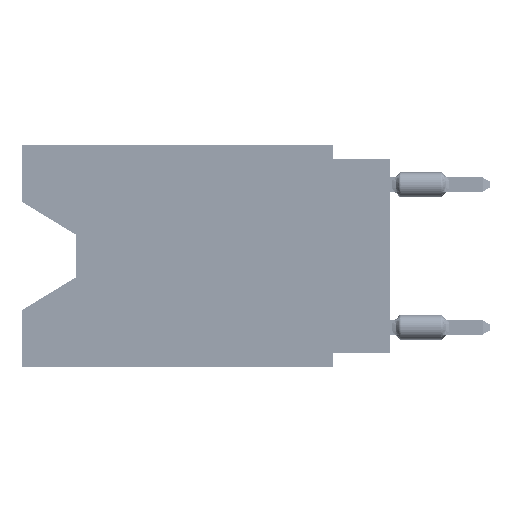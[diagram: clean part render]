
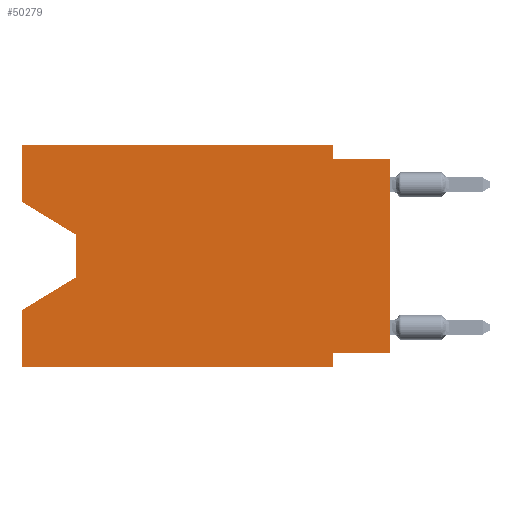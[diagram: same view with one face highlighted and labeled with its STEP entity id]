
A CAD part, left-side view. The second image highlights one B-rep face of the part: STEP entity #50279.
In plain terms, the highlighted planar face has unit normal (-1, 0, 0).
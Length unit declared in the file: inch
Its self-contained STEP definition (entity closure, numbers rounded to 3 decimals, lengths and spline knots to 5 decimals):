
#295 = LINE ( 'NONE', #48334, #39588 ) ;
#708 = CARTESIAN_POINT ( 'NONE',  ( 0., 0.645, 0. ) ) ;
#1148 = PLANE ( 'NONE',  #53503 ) ;
#1505 = VECTOR ( 'NONE', #25752, 39.37008 ) ;
#2134 = EDGE_CURVE ( 'NONE', #19305, #6565, #25135, .T. ) ;
#2666 = ORIENTED_EDGE ( 'NONE', *, *, #36793, .F. ) ;
#3165 = CARTESIAN_POINT ( 'NONE',  ( 0., 0.645, -0.10025 ) ) ;
#6199 = CARTESIAN_POINT ( 'NONE',  ( 0., 0.55, -0.158 ) ) ;
#6565 = VERTEX_POINT ( 'NONE', #53591 ) ;
#7334 = VERTEX_POINT ( 'NONE', #38653 ) ;
#8523 = VECTOR ( 'NONE', #36771, 39.37008 ) ;
#9096 = VERTEX_POINT ( 'NONE', #59410 ) ;
#10014 = VECTOR ( 'NONE', #55044, 39.37008 ) ;
#10093 = EDGE_CURVE ( 'NONE', #13217, #40961, #25217, .T. ) ;
#11444 = DIRECTION ( 'NONE',  ( 0., 0., -1. ) ) ;
#12452 = DIRECTION ( 'NONE',  ( 0., -0.855, -0.519 ) ) ;
#12728 = VERTEX_POINT ( 'NONE', #29145 ) ;
#12774 = VECTOR ( 'NONE', #27118, 39.37008 ) ;
#13217 = VERTEX_POINT ( 'NONE', #49699 ) ;
#13556 = ORIENTED_EDGE ( 'NONE', *, *, #46729, .T. ) ;
#13705 = ORIENTED_EDGE ( 'NONE', *, *, #10093, .T. ) ;
#14266 = EDGE_LOOP ( 'NONE', ( #18698, #13556, #26960, #60275, #13705, #34677, #14323, #42037, #20173, #46354, #2666, #67773 ) ) ;
#14323 = ORIENTED_EDGE ( 'NONE', *, *, #59216, .F. ) ;
#15724 = CARTESIAN_POINT ( 'NONE',  ( 0., 0.55, -0.232 ) ) ;
#16489 = LINE ( 'NONE', #46369, #1505 ) ;
#16733 = VECTOR ( 'NONE', #40364, 39.37008 ) ;
#18698 = ORIENTED_EDGE ( 'NONE', *, *, #50417, .T. ) ;
#19305 = VERTEX_POINT ( 'NONE', #55585 ) ;
#20173 = ORIENTED_EDGE ( 'NONE', *, *, #2134, .F. ) ;
#21869 = VERTEX_POINT ( 'NONE', #24426 ) ;
#22309 = LINE ( 'NONE', #708, #8523 ) ;
#23411 = EDGE_CURVE ( 'NONE', #9096, #40961, #295, .T. ) ;
#23886 = VECTOR ( 'NONE', #12452, 39.37008 ) ;
#24426 = CARTESIAN_POINT ( 'NONE',  ( 0., 0.55, -0.158 ) ) ;
#25135 = LINE ( 'NONE', #35113, #10014 ) ;
#25217 = LINE ( 'NONE', #46175, #61779 ) ;
#25752 = DIRECTION ( 'NONE',  ( 0., 0., -1. ) ) ;
#26960 = ORIENTED_EDGE ( 'NONE', *, *, #65370, .T. ) ;
#27118 = DIRECTION ( 'NONE',  ( 0., 0., -1. ) ) ;
#27555 = FACE_OUTER_BOUND ( 'NONE', #14266, .T. ) ;
#27860 = CARTESIAN_POINT ( 'NONE',  ( 0., 0.55, -0.232 ) ) ;
#29145 = CARTESIAN_POINT ( 'NONE',  ( 0., 0.645, -0.10025 ) ) ;
#31840 = VERTEX_POINT ( 'NONE', #65242 ) ;
#32050 = DIRECTION ( 'NONE',  ( 1., 0., 0. ) ) ;
#32973 = EDGE_CURVE ( 'NONE', #12728, #7334, #47484, .T. ) ;
#34223 = LINE ( 'NONE', #66781, #16733 ) ;
#34677 = ORIENTED_EDGE ( 'NONE', *, *, #23411, .F. ) ;
#35113 = CARTESIAN_POINT ( 'NONE',  ( 0., 0., -0.025 ) ) ;
#36771 = DIRECTION ( 'NONE',  ( 0., 0., 1. ) ) ;
#36793 = EDGE_CURVE ( 'NONE', #7334, #45064, #62212, .T. ) ;
#38145 = VERTEX_POINT ( 'NONE', #27860 ) ;
#38653 = CARTESIAN_POINT ( 'NONE',  ( 0., 0.645, 0. ) ) ;
#39588 = VECTOR ( 'NONE', #62751, 39.37008 ) ;
#40364 = DIRECTION ( 'NONE',  ( 0., 0., 1. ) ) ;
#40961 = VERTEX_POINT ( 'NONE', #61540 ) ;
#42037 = ORIENTED_EDGE ( 'NONE', *, *, #57029, .T. ) ;
#42689 = EDGE_CURVE ( 'NONE', #13217, #31840, #22309, .T. ) ;
#45064 = VERTEX_POINT ( 'NONE', #57765 ) ;
#46175 = CARTESIAN_POINT ( 'NONE',  ( 0., 0.645, -0.39 ) ) ;
#46354 = ORIENTED_EDGE ( 'NONE', *, *, #66079, .F. ) ;
#46369 = CARTESIAN_POINT ( 'NONE',  ( 0., 0.1, 0. ) ) ;
#46403 = VECTOR ( 'NONE', #47315, 39.37008 ) ;
#46729 = EDGE_CURVE ( 'NONE', #21869, #38145, #53229, .T. ) ;
#46776 = DIRECTION ( 'NONE',  ( 0., -1., 0. ) ) ;
#47042 = VECTOR ( 'NONE', #63901, 39.37008 ) ;
#47315 = DIRECTION ( 'NONE',  ( 0., 0.855, -0.519 ) ) ;
#47484 = LINE ( 'NONE', #52967, #47042 ) ;
#48334 = CARTESIAN_POINT ( 'NONE',  ( 0., 0.1, -0.39 ) ) ;
#49699 = CARTESIAN_POINT ( 'NONE',  ( 0., 0.645, -0.39 ) ) ;
#50206 = LINE ( 'NONE', #3165, #23886 ) ;
#50279 = ADVANCED_FACE ( 'NONE', ( #27555 ), #1148, .F. ) ;
#50417 = EDGE_CURVE ( 'NONE', #12728, #21869, #50206, .T. ) ;
#51620 = CARTESIAN_POINT ( 'NONE',  ( 0., 0., -0.365 ) ) ;
#52967 = CARTESIAN_POINT ( 'NONE',  ( 0., 0.645, 0. ) ) ;
#53229 = LINE ( 'NONE', #6199, #12774 ) ;
#53503 = AXIS2_PLACEMENT_3D ( 'NONE', #58471, #32050, #11444 ) ;
#53591 = CARTESIAN_POINT ( 'NONE',  ( 0., 0., -0.025 ) ) ;
#54865 = VECTOR ( 'NONE', #46776, 39.37008 ) ;
#55044 = DIRECTION ( 'NONE',  ( 0., -1., 0. ) ) ;
#55585 = CARTESIAN_POINT ( 'NONE',  ( 0., 0.1, -0.025 ) ) ;
#57029 = EDGE_CURVE ( 'NONE', #64405, #6565, #34223, .T. ) ;
#57089 = DIRECTION ( 'NONE',  ( 0., 1., 0. ) ) ;
#57765 = CARTESIAN_POINT ( 'NONE',  ( 0., 0.1, 0. ) ) ;
#58471 = CARTESIAN_POINT ( 'NONE',  ( 0., 0.645, 0. ) ) ;
#59216 = EDGE_CURVE ( 'NONE', #64405, #9096, #67035, .T. ) ;
#59410 = CARTESIAN_POINT ( 'NONE',  ( 0., 0.1, -0.365 ) ) ;
#60275 = ORIENTED_EDGE ( 'NONE', *, *, #42689, .F. ) ;
#61540 = CARTESIAN_POINT ( 'NONE',  ( 0., 0.1, -0.39 ) ) ;
#61779 = VECTOR ( 'NONE', #67095, 39.37008 ) ;
#61862 = CARTESIAN_POINT ( 'NONE',  ( 0., 0., -0.365 ) ) ;
#62212 = LINE ( 'NONE', #62895, #54865 ) ;
#62390 = LINE ( 'NONE', #15724, #46403 ) ;
#62751 = DIRECTION ( 'NONE',  ( 0., 0., -1. ) ) ;
#62895 = CARTESIAN_POINT ( 'NONE',  ( 0., 0.645, 0. ) ) ;
#63901 = DIRECTION ( 'NONE',  ( 0., 0., 1. ) ) ;
#64405 = VERTEX_POINT ( 'NONE', #61862 ) ;
#65242 = CARTESIAN_POINT ( 'NONE',  ( 0., 0.645, -0.28975 ) ) ;
#65370 = EDGE_CURVE ( 'NONE', #38145, #31840, #62390, .T. ) ;
#65732 = VECTOR ( 'NONE', #57089, 39.37008 ) ;
#66079 = EDGE_CURVE ( 'NONE', #45064, #19305, #16489, .T. ) ;
#66781 = CARTESIAN_POINT ( 'NONE',  ( 0., 0., 0. ) ) ;
#67035 = LINE ( 'NONE', #51620, #65732 ) ;
#67095 = DIRECTION ( 'NONE',  ( 0., -1., 0. ) ) ;
#67773 = ORIENTED_EDGE ( 'NONE', *, *, #32973, .F. ) ;
